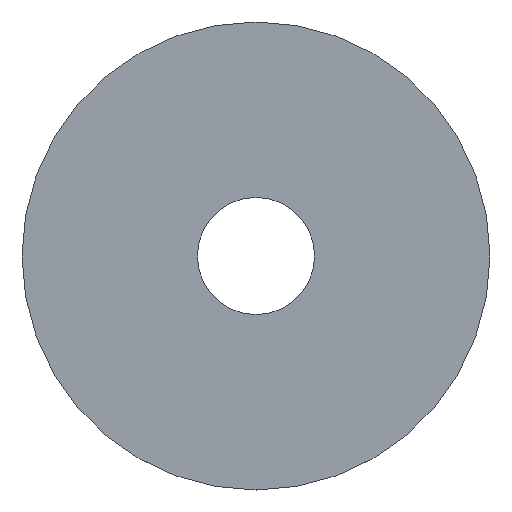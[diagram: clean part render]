
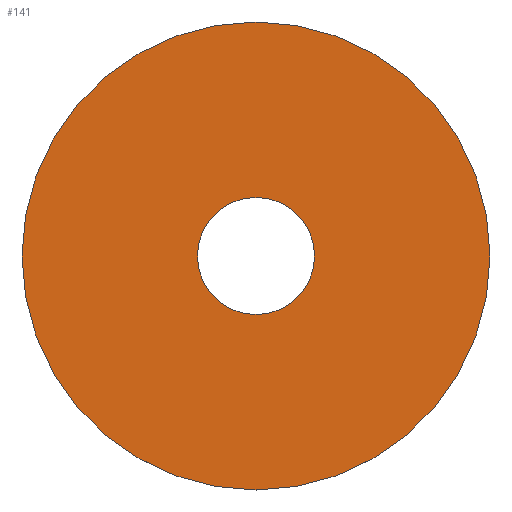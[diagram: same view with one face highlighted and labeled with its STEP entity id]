
A CAD part, top view. The second image highlights one B-rep face of the part: STEP entity #141.
In plain terms, the highlighted planar face has unit normal (0, 0, 1).
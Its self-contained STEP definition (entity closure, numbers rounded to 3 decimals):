
#3 = VERTEX_POINT ( 'NONE', #55 ) ;
#6 = EDGE_LOOP ( 'NONE', ( #137 ) ) ;
#10 = EDGE_CURVE ( 'NONE', #29, #29, #123, .T. ) ;
#14 = AXIS2_PLACEMENT_3D ( 'NONE', #44, #45, #97 ) ;
#18 = EDGE_CURVE ( 'NONE', #3, #3, #114, .T. ) ;
#29 = VERTEX_POINT ( 'NONE', #75 ) ;
#35 = DIRECTION ( 'NONE',  ( 0., 1., 0. ) ) ;
#37 = AXIS2_PLACEMENT_3D ( 'NONE', #94, #128, #35 ) ;
#40 = DIRECTION ( 'NONE',  ( 0., 0., -1. ) ) ;
#44 = CARTESIAN_POINT ( 'NONE',  ( 0., 5., 0.2 ) ) ;
#45 = DIRECTION ( 'NONE',  ( 0., 0., 1. ) ) ;
#48 = AXIS2_PLACEMENT_3D ( 'NONE', #165, #40, #153 ) ;
#55 = CARTESIAN_POINT ( 'NONE',  ( 0., 20., 0.2 ) ) ;
#63 = PLANE ( 'NONE',  #14 ) ;
#73 = FACE_OUTER_BOUND ( 'NONE', #6, .T. ) ;
#75 = CARTESIAN_POINT ( 'NONE',  ( 0., 5., 0.2 ) ) ;
#90 = FACE_BOUND ( 'NONE', #139, .T. ) ;
#94 = CARTESIAN_POINT ( 'NONE',  ( 0., 0., 0.2 ) ) ;
#97 = DIRECTION ( 'NONE',  ( 0., -1., 0. ) ) ;
#114 = CIRCLE ( 'NONE', #37, 20. ) ;
#123 = CIRCLE ( 'NONE', #48, 5. ) ;
#128 = DIRECTION ( 'NONE',  ( 0., 0., -1. ) ) ;
#137 = ORIENTED_EDGE ( 'NONE', *, *, #18, .F. ) ;
#139 = EDGE_LOOP ( 'NONE', ( #161 ) ) ;
#141 = ADVANCED_FACE ( 'NONE', ( #90, #73 ), #63, .T. ) ;
#153 = DIRECTION ( 'NONE',  ( 0., 1., 0. ) ) ;
#161 = ORIENTED_EDGE ( 'NONE', *, *, #10, .T. ) ;
#165 = CARTESIAN_POINT ( 'NONE',  ( 0., 0., 0.2 ) ) ;
